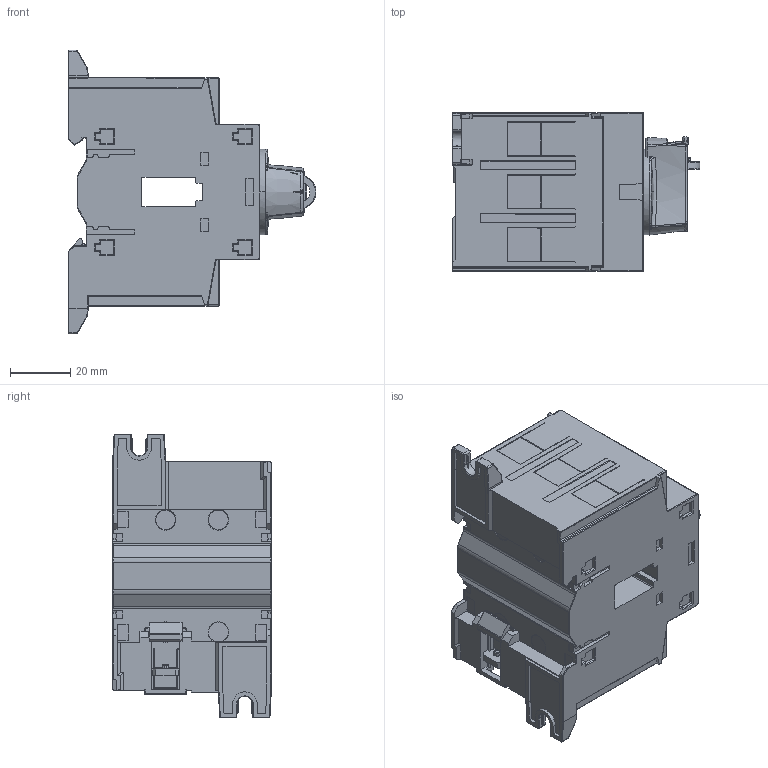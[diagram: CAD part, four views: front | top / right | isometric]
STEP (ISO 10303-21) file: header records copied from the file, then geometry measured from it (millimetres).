
FILE_DESCRIPTION (( 'STEP AP214' ), '1' );
FILE_NAME ('ZH37-380_363.STEP', '2025-02-17T13:13:47', ( '' ), ( '' ), 'SwSTEP 2.0', 'SolidWorks 2022', '' );
FILE_SCHEMA (( 'AUTOMOTIVE_DESIGN' ));
Length unit declared in the file: millimetre
Products named in the file (1): ZH37-380_363
Bounding box: 82.1 x 52.5 x 94 mm (x, y, z)
Volume: 213214.3 mm3; surface area: 31076.8 mm2
Topology: 1 solids, 11 shells, 1945 faces, 5170 edges, 3273 vertices
Faces by surface type: plane 1315, cylinder 342, torus 135, bspline 88, cone 44, sphere 21
Entity records: 84239 total; most frequent: CARTESIAN_POINT 16664, ORIENTED_EDGE 10288, DIRECTION 9264, EDGE_CURVE 5144, VECTOR 3822, LINE 3822, VERTEX_POINT 3270, AXIS2_PLACEMENT_3D 2721
